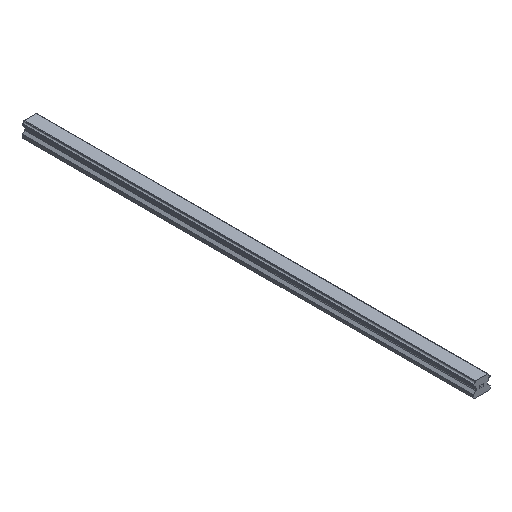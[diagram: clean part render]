
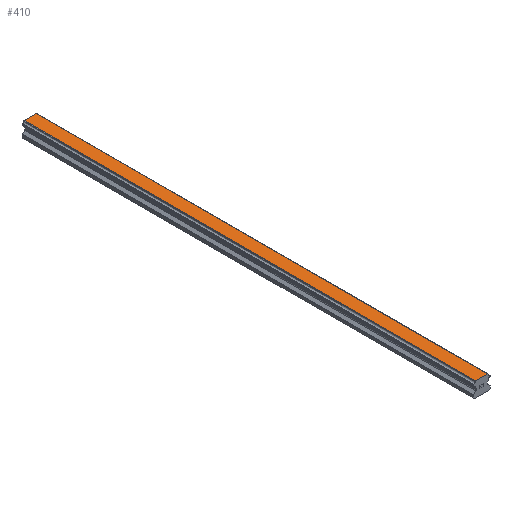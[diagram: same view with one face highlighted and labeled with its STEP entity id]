
A CAD part, isometric view. The second image highlights one B-rep face of the part: STEP entity #410.
In plain terms, the highlighted planar face has unit normal (0, 0, 1).
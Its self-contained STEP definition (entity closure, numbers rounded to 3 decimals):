
#410=ADVANCED_FACE('',(#839),#840,.T.);
#839=FACE_OUTER_BOUND('',#1289,.T.);
#840=PLANE('',#1290);
#1289=EDGE_LOOP('',(#2494,#2495,#2496,#2497));
#1290=AXIS2_PLACEMENT_3D('',#2498,#2499,#2500);
#2494=ORIENTED_EDGE('',*,*,#3066,.T.);
#2495=ORIENTED_EDGE('',*,*,#3164,.F.);
#2496=ORIENTED_EDGE('',*,*,#2936,.F.);
#2497=ORIENTED_EDGE('',*,*,#3162,.T.);
#2498=CARTESIAN_POINT('',(0.0,540.0,17.5));
#2499=DIRECTION('',(0.0,0.0,1.0));
#2500=DIRECTION('',(-1.0,0.0,-0.0));
#2936=EDGE_CURVE('',#3596,#3598,#3599,.T.);
#3066=EDGE_CURVE('',#3813,#3811,#3814,.T.);
#3162=EDGE_CURVE('',#3596,#3813,#3928,.T.);
#3164=EDGE_CURVE('',#3598,#3811,#3930,.T.);
#3596=VERTEX_POINT('',#4521);
#3598=VERTEX_POINT('',#4524);
#3599=LINE('',#4525,#4526);
#3811=VERTEX_POINT('',#4820);
#3813=VERTEX_POINT('',#4823);
#3814=LINE('',#4824,#4825);
#3928=LINE('',#4967,#4968);
#3930=LINE('',#4970,#4971);
#4521=CARTESIAN_POINT('',(-7.231,540.0,17.5));
#4524=CARTESIAN_POINT('',(7.231,540.0,17.5));
#4525=CARTESIAN_POINT('',(-7.231,540.0,17.5));
#4526=VECTOR('',#5281,1.0);
#4820=CARTESIAN_POINT('',(7.231,0.0,17.5));
#4823=CARTESIAN_POINT('',(-7.231,0.0,17.5));
#4824=CARTESIAN_POINT('',(-7.231,0.0,17.5));
#4825=VECTOR('',#5431,1.0);
#4967=CARTESIAN_POINT('',(-7.231,540.0,17.5));
#4968=VECTOR('',#5547,1.0);
#4970=CARTESIAN_POINT('',(7.231,540.0,17.5));
#4971=VECTOR('',#5548,1.0);
#5281=DIRECTION('',(1.0,0.0,0.0));
#5431=DIRECTION('',(1.0,0.0,0.0));
#5547=DIRECTION('',(0.0,-1.0,0.0));
#5548=DIRECTION('',(0.0,-1.0,0.0));
